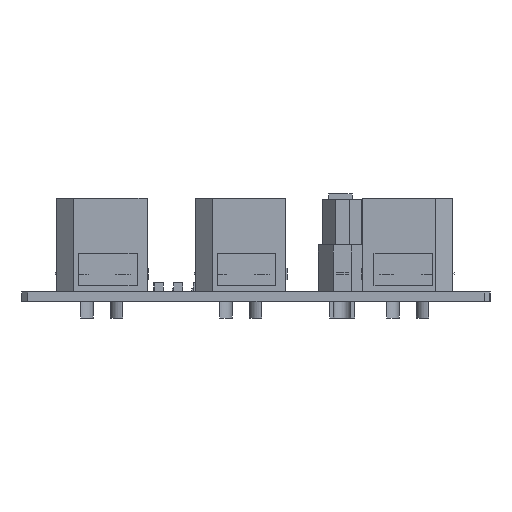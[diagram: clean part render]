
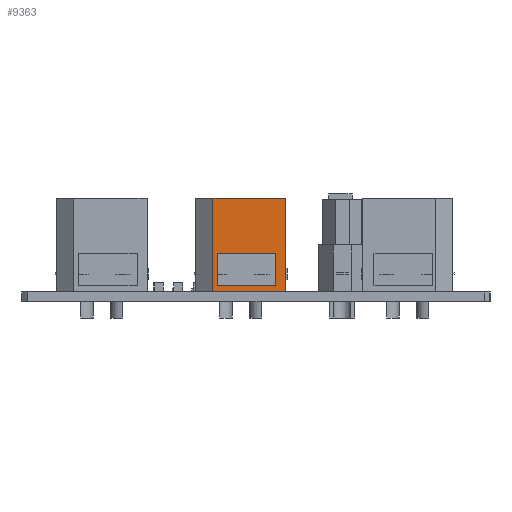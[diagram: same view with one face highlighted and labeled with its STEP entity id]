
A CAD part, left-side view. The second image highlights one B-rep face of the part: STEP entity #9363.
In plain terms, the highlighted face is planar.
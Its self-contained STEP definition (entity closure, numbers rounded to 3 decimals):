
#6191 = VERTEX_POINT('',#6192);
#6192 = CARTESIAN_POINT('',(-0.349,-4.05,6.5));
#6201 = PLANE('',#6202);
#6202 = AXIS2_PLACEMENT_3D('',#6203,#6204,#6205);
#6203 = CARTESIAN_POINT('',(-0.349,-4.05,1.));
#6204 = DIRECTION('',(-1.,0.,0.));
#6205 = DIRECTION('',(0.,0.,1.));
#6213 = PLANE('',#6214);
#6214 = AXIS2_PLACEMENT_3D('',#6215,#6216,#6217);
#6215 = CARTESIAN_POINT('',(-0.349,-4.05,6.5));
#6216 = DIRECTION('',(0.,0.,1.));
#6217 = DIRECTION('',(1.,0.,-0.));
#6254 = VERTEX_POINT('',#6255);
#6255 = CARTESIAN_POINT('',(-0.349,-4.05,1.));
#6269 = PLANE('',#6270);
#6270 = AXIS2_PLACEMENT_3D('',#6271,#6272,#6273);
#6271 = CARTESIAN_POINT('',(9.651,-4.05,1.));
#6272 = DIRECTION('',(0.,0.,-1.));
#6273 = DIRECTION('',(-1.,0.,0.));
#6281 = EDGE_CURVE('',#6254,#6191,#6282,.T.);
#6282 = SURFACE_CURVE('',#6283,(#6287,#6294),.PCURVE_S1.);
#6283 = LINE('',#6284,#6285);
#6284 = CARTESIAN_POINT('',(-0.349,-4.05,0.5));
#6285 = VECTOR('',#6286,1.);
#6286 = DIRECTION('',(0.,0.,1.));
#6287 = PCURVE('',#6201,#6288);
#6288 = DEFINITIONAL_REPRESENTATION('',(#6289),#6293);
#6289 = LINE('',#6290,#6291);
#6290 = CARTESIAN_POINT('',(-0.5,0.));
#6291 = VECTOR('',#6292,1.);
#6292 = DIRECTION('',(1.,0.));
#6293 = ( GEOMETRIC_REPRESENTATION_CONTEXT(2) 
PARAMETRIC_REPRESENTATION_CONTEXT() REPRESENTATION_CONTEXT('2D SPACE',''
  ) );
#6294 = PCURVE('',#6295,#6300);
#6295 = PLANE('',#6296);
#6296 = AXIS2_PLACEMENT_3D('',#6297,#6298,#6299);
#6297 = CARTESIAN_POINT('',(-1.15,-4.05,0.));
#6298 = DIRECTION('',(0.,-1.,0.));
#6299 = DIRECTION('',(1.,0.,0.));
#6300 = DEFINITIONAL_REPRESENTATION('',(#6301),#6305);
#6301 = LINE('',#6302,#6303);
#6302 = CARTESIAN_POINT('',(0.801,0.5));
#6303 = VECTOR('',#6304,1.);
#6304 = DIRECTION('',(0.,1.));
#6305 = ( GEOMETRIC_REPRESENTATION_CONTEXT(2) 
PARAMETRIC_REPRESENTATION_CONTEXT() REPRESENTATION_CONTEXT('2D SPACE',''
  ) );
#6335 = VERTEX_POINT('',#6336);
#6336 = CARTESIAN_POINT('',(9.651,-4.05,1.));
#6350 = PLANE('',#6351);
#6351 = AXIS2_PLACEMENT_3D('',#6352,#6353,#6354);
#6352 = CARTESIAN_POINT('',(9.651,-4.05,6.5));
#6353 = DIRECTION('',(1.,0.,0.));
#6354 = DIRECTION('',(0.,0.,-1.));
#6362 = EDGE_CURVE('',#6335,#6254,#6363,.T.);
#6363 = SURFACE_CURVE('',#6364,(#6368,#6375),.PCURVE_S1.);
#6364 = LINE('',#6365,#6366);
#6365 = CARTESIAN_POINT('',(4.25,-4.05,1.));
#6366 = VECTOR('',#6367,1.);
#6367 = DIRECTION('',(-1.,0.,0.));
#6368 = PCURVE('',#6269,#6369);
#6369 = DEFINITIONAL_REPRESENTATION('',(#6370),#6374);
#6370 = LINE('',#6371,#6372);
#6371 = CARTESIAN_POINT('',(5.4,0.));
#6372 = VECTOR('',#6373,1.);
#6373 = DIRECTION('',(1.,0.));
#6374 = ( GEOMETRIC_REPRESENTATION_CONTEXT(2) 
PARAMETRIC_REPRESENTATION_CONTEXT() REPRESENTATION_CONTEXT('2D SPACE',''
  ) );
#6375 = PCURVE('',#6295,#6376);
#6376 = DEFINITIONAL_REPRESENTATION('',(#6377),#6381);
#6377 = LINE('',#6378,#6379);
#6378 = CARTESIAN_POINT('',(5.4,1.));
#6379 = VECTOR('',#6380,1.);
#6380 = DIRECTION('',(-1.,0.));
#6381 = ( GEOMETRIC_REPRESENTATION_CONTEXT(2) 
PARAMETRIC_REPRESENTATION_CONTEXT() REPRESENTATION_CONTEXT('2D SPACE',''
  ) );
#6411 = VERTEX_POINT('',#6412);
#6412 = CARTESIAN_POINT('',(9.651,-4.05,6.5));
#6433 = EDGE_CURVE('',#6411,#6335,#6434,.T.);
#6434 = SURFACE_CURVE('',#6435,(#6439,#6446),.PCURVE_S1.);
#6435 = LINE('',#6436,#6437);
#6436 = CARTESIAN_POINT('',(9.651,-4.05,3.25));
#6437 = VECTOR('',#6438,1.);
#6438 = DIRECTION('',(0.,0.,-1.));
#6439 = PCURVE('',#6350,#6440);
#6440 = DEFINITIONAL_REPRESENTATION('',(#6441),#6445);
#6441 = LINE('',#6442,#6443);
#6442 = CARTESIAN_POINT('',(3.25,0.));
#6443 = VECTOR('',#6444,1.);
#6444 = DIRECTION('',(1.,0.));
#6445 = ( GEOMETRIC_REPRESENTATION_CONTEXT(2) 
PARAMETRIC_REPRESENTATION_CONTEXT() REPRESENTATION_CONTEXT('2D SPACE',''
  ) );
#6446 = PCURVE('',#6295,#6447);
#6447 = DEFINITIONAL_REPRESENTATION('',(#6448),#6452);
#6448 = LINE('',#6449,#6450);
#6449 = CARTESIAN_POINT('',(10.801,3.25));
#6450 = VECTOR('',#6451,1.);
#6451 = DIRECTION('',(0.,-1.));
#6452 = ( GEOMETRIC_REPRESENTATION_CONTEXT(2) 
PARAMETRIC_REPRESENTATION_CONTEXT() REPRESENTATION_CONTEXT('2D SPACE',''
  ) );
#6457 = EDGE_CURVE('',#6191,#6411,#6458,.T.);
#6458 = SURFACE_CURVE('',#6459,(#6463,#6470),.PCURVE_S1.);
#6459 = LINE('',#6460,#6461);
#6460 = CARTESIAN_POINT('',(-0.75,-4.05,6.5));
#6461 = VECTOR('',#6462,1.);
#6462 = DIRECTION('',(1.,0.,0.));
#6463 = PCURVE('',#6213,#6464);
#6464 = DEFINITIONAL_REPRESENTATION('',(#6465),#6469);
#6465 = LINE('',#6466,#6467);
#6466 = CARTESIAN_POINT('',(-0.4,0.));
#6467 = VECTOR('',#6468,1.);
#6468 = DIRECTION('',(1.,0.));
#6469 = ( GEOMETRIC_REPRESENTATION_CONTEXT(2) 
PARAMETRIC_REPRESENTATION_CONTEXT() REPRESENTATION_CONTEXT('2D SPACE',''
  ) );
#6470 = PCURVE('',#6295,#6471);
#6471 = DEFINITIONAL_REPRESENTATION('',(#6472),#6476);
#6472 = LINE('',#6473,#6474);
#6473 = CARTESIAN_POINT('',(0.4,6.5));
#6474 = VECTOR('',#6475,1.);
#6475 = DIRECTION('',(1.,0.));
#6476 = ( GEOMETRIC_REPRESENTATION_CONTEXT(2) 
PARAMETRIC_REPRESENTATION_CONTEXT() REPRESENTATION_CONTEXT('2D SPACE',''
  ) );
#7176 = PLANE('',#7177);
#7177 = AXIS2_PLACEMENT_3D('',#7178,#7179,#7180);
#7178 = CARTESIAN_POINT('',(11.35,-4.05,0.));
#7179 = DIRECTION('',(1.,0.,0.));
#7180 = DIRECTION('',(-0.,1.,0.));
#8158 = PLANE('',#8159);
#8159 = AXIS2_PLACEMENT_3D('',#8160,#8161,#8162);
#8160 = CARTESIAN_POINT('',(3.6,0.,0.));
#8161 = DIRECTION('',(0.,0.,1.));
#8162 = DIRECTION('',(1.,0.,-0.));
#9125 = PLANE('',#9126);
#9126 = AXIS2_PLACEMENT_3D('',#9127,#9128,#9129);
#9127 = CARTESIAN_POINT('',(3.6,0.,16.));
#9128 = DIRECTION('',(0.,0.,1.));
#9129 = DIRECTION('',(1.,0.,-0.));
#9363 = ADVANCED_FACE('',(#9364,#9463),#6295,.T.);
#9364 = FACE_BOUND('',#9365,.T.);
#9365 = EDGE_LOOP('',(#9366,#9391,#9414,#9437));
#9366 = ORIENTED_EDGE('',*,*,#9367,.F.);
#9367 = EDGE_CURVE('',#9368,#9370,#9372,.T.);
#9368 = VERTEX_POINT('',#9369);
#9369 = CARTESIAN_POINT('',(11.35,-4.05,0.));
#9370 = VERTEX_POINT('',#9371);
#9371 = CARTESIAN_POINT('',(-1.15,-4.05,0.));
#9372 = SURFACE_CURVE('',#9373,(#9377,#9384),.PCURVE_S1.);
#9373 = LINE('',#9374,#9375);
#9374 = CARTESIAN_POINT('',(11.35,-4.05,0.));
#9375 = VECTOR('',#9376,1.);
#9376 = DIRECTION('',(-1.,0.,0.));
#9377 = PCURVE('',#6295,#9378);
#9378 = DEFINITIONAL_REPRESENTATION('',(#9379),#9383);
#9379 = LINE('',#9380,#9381);
#9380 = CARTESIAN_POINT('',(12.5,0.));
#9381 = VECTOR('',#9382,1.);
#9382 = DIRECTION('',(-1.,0.));
#9383 = ( GEOMETRIC_REPRESENTATION_CONTEXT(2) 
PARAMETRIC_REPRESENTATION_CONTEXT() REPRESENTATION_CONTEXT('2D SPACE',''
  ) );
#9384 = PCURVE('',#8158,#9385);
#9385 = DEFINITIONAL_REPRESENTATION('',(#9386),#9390);
#9386 = LINE('',#9387,#9388);
#9387 = CARTESIAN_POINT('',(7.75,-4.05));
#9388 = VECTOR('',#9389,1.);
#9389 = DIRECTION('',(-1.,0.));
#9390 = ( GEOMETRIC_REPRESENTATION_CONTEXT(2) 
PARAMETRIC_REPRESENTATION_CONTEXT() REPRESENTATION_CONTEXT('2D SPACE',''
  ) );
#9391 = ORIENTED_EDGE('',*,*,#9392,.T.);
#9392 = EDGE_CURVE('',#9368,#9393,#9395,.T.);
#9393 = VERTEX_POINT('',#9394);
#9394 = CARTESIAN_POINT('',(11.35,-4.05,16.));
#9395 = SURFACE_CURVE('',#9396,(#9400,#9407),.PCURVE_S1.);
#9396 = LINE('',#9397,#9398);
#9397 = CARTESIAN_POINT('',(11.35,-4.05,0.));
#9398 = VECTOR('',#9399,1.);
#9399 = DIRECTION('',(0.,0.,1.));
#9400 = PCURVE('',#6295,#9401);
#9401 = DEFINITIONAL_REPRESENTATION('',(#9402),#9406);
#9402 = LINE('',#9403,#9404);
#9403 = CARTESIAN_POINT('',(12.5,0.));
#9404 = VECTOR('',#9405,1.);
#9405 = DIRECTION('',(0.,1.));
#9406 = ( GEOMETRIC_REPRESENTATION_CONTEXT(2) 
PARAMETRIC_REPRESENTATION_CONTEXT() REPRESENTATION_CONTEXT('2D SPACE',''
  ) );
#9407 = PCURVE('',#7176,#9408);
#9408 = DEFINITIONAL_REPRESENTATION('',(#9409),#9413);
#9409 = LINE('',#9410,#9411);
#9410 = CARTESIAN_POINT('',(0.,0.));
#9411 = VECTOR('',#9412,1.);
#9412 = DIRECTION('',(0.,1.));
#9413 = ( GEOMETRIC_REPRESENTATION_CONTEXT(2) 
PARAMETRIC_REPRESENTATION_CONTEXT() REPRESENTATION_CONTEXT('2D SPACE',''
  ) );
#9414 = ORIENTED_EDGE('',*,*,#9415,.F.);
#9415 = EDGE_CURVE('',#9416,#9393,#9418,.T.);
#9416 = VERTEX_POINT('',#9417);
#9417 = CARTESIAN_POINT('',(-1.15,-4.05,16.));
#9418 = SURFACE_CURVE('',#9419,(#9423,#9430),.PCURVE_S1.);
#9419 = LINE('',#9420,#9421);
#9420 = CARTESIAN_POINT('',(11.35,-4.05,16.));
#9421 = VECTOR('',#9422,1.);
#9422 = DIRECTION('',(1.,0.,0.));
#9423 = PCURVE('',#6295,#9424);
#9424 = DEFINITIONAL_REPRESENTATION('',(#9425),#9429);
#9425 = LINE('',#9426,#9427);
#9426 = CARTESIAN_POINT('',(12.5,16.));
#9427 = VECTOR('',#9428,1.);
#9428 = DIRECTION('',(1.,0.));
#9429 = ( GEOMETRIC_REPRESENTATION_CONTEXT(2) 
PARAMETRIC_REPRESENTATION_CONTEXT() REPRESENTATION_CONTEXT('2D SPACE',''
  ) );
#9430 = PCURVE('',#9125,#9431);
#9431 = DEFINITIONAL_REPRESENTATION('',(#9432),#9436);
#9432 = LINE('',#9433,#9434);
#9433 = CARTESIAN_POINT('',(7.75,-4.05));
#9434 = VECTOR('',#9435,1.);
#9435 = DIRECTION('',(1.,0.));
#9436 = ( GEOMETRIC_REPRESENTATION_CONTEXT(2) 
PARAMETRIC_REPRESENTATION_CONTEXT() REPRESENTATION_CONTEXT('2D SPACE',''
  ) );
#9437 = ORIENTED_EDGE('',*,*,#9438,.F.);
#9438 = EDGE_CURVE('',#9370,#9416,#9439,.T.);
#9439 = SURFACE_CURVE('',#9440,(#9444,#9451),.PCURVE_S1.);
#9440 = LINE('',#9441,#9442);
#9441 = CARTESIAN_POINT('',(-1.15,-4.05,0.));
#9442 = VECTOR('',#9443,1.);
#9443 = DIRECTION('',(0.,0.,1.));
#9444 = PCURVE('',#6295,#9445);
#9445 = DEFINITIONAL_REPRESENTATION('',(#9446),#9450);
#9446 = LINE('',#9447,#9448);
#9447 = CARTESIAN_POINT('',(0.,0.));
#9448 = VECTOR('',#9449,1.);
#9449 = DIRECTION('',(0.,1.));
#9450 = ( GEOMETRIC_REPRESENTATION_CONTEXT(2) 
PARAMETRIC_REPRESENTATION_CONTEXT() REPRESENTATION_CONTEXT('2D SPACE',''
  ) );
#9451 = PCURVE('',#9452,#9457);
#9452 = PLANE('',#9453);
#9453 = AXIS2_PLACEMENT_3D('',#9454,#9455,#9456);
#9454 = CARTESIAN_POINT('',(-4.15,-1.55,0.));
#9455 = DIRECTION('',(-0.64,-0.768,0.));
#9456 = DIRECTION('',(0.768,-0.64,0.));
#9457 = DEFINITIONAL_REPRESENTATION('',(#9458),#9462);
#9458 = LINE('',#9459,#9460);
#9459 = CARTESIAN_POINT('',(3.905,0.));
#9460 = VECTOR('',#9461,1.);
#9461 = DIRECTION('',(0.,1.));
#9462 = ( GEOMETRIC_REPRESENTATION_CONTEXT(2) 
PARAMETRIC_REPRESENTATION_CONTEXT() REPRESENTATION_CONTEXT('2D SPACE',''
  ) );
#9463 = FACE_BOUND('',#9464,.T.);
#9464 = EDGE_LOOP('',(#9465,#9466,#9467,#9468));
#9465 = ORIENTED_EDGE('',*,*,#6281,.T.);
#9466 = ORIENTED_EDGE('',*,*,#6457,.T.);
#9467 = ORIENTED_EDGE('',*,*,#6433,.T.);
#9468 = ORIENTED_EDGE('',*,*,#6362,.T.);
